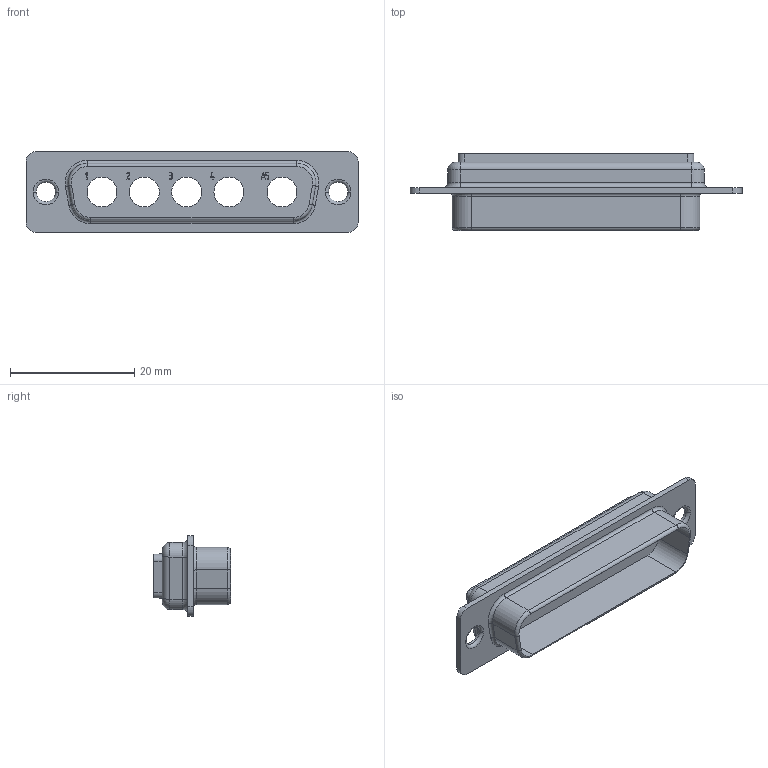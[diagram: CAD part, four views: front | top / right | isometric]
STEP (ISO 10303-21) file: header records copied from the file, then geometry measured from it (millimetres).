
FILE_DESCRIPTION(('Creo Elements/Direct Modeling STEP Export'),'2;1');
FILE_NAME('model.stp','2019-08-09T16:12:46',(''),(''),'Creo Elements/Direct Modeling STEP processor for AP214 (Solid Model)','Creo Elements/Direct Modeling 20.1A 29-Sep-2018 (C) Parametric Technology GmbH','');
FILE_SCHEMA(('AUTOMOTIVE_DESIGN { 1 0 10303 214 1 1 1 1 }'));
Length unit declared in the file: millimetre
Products named in the file (2): VS-25-ST-DSUB-5P
Assembly tree (1 placements, depth 2):
  VS-25-ST-DSUB-5P
    VS-25-ST-DSUB-5P
Bounding box: 53.42 x 12.39 x 12.93 mm (x, y, z)
Volume: 2290.1 mm3; surface area: 3275.1 mm2
Topology: 1 solids, 1 shells, 396 faces, 1093 edges, 716 vertices
Faces by surface type: plane 153, extrusion 123, cylinder 100, torus 20
Entity records: 17743 total; most frequent: CARTESIAN_POINT 4778, ORIENTED_EDGE 2186, DIRECTION 1698, EDGE_CURVE 1093, VECTOR 744, VERTEX_POINT 716, LINE 621, AXIS2_PLACEMENT_3D 477
